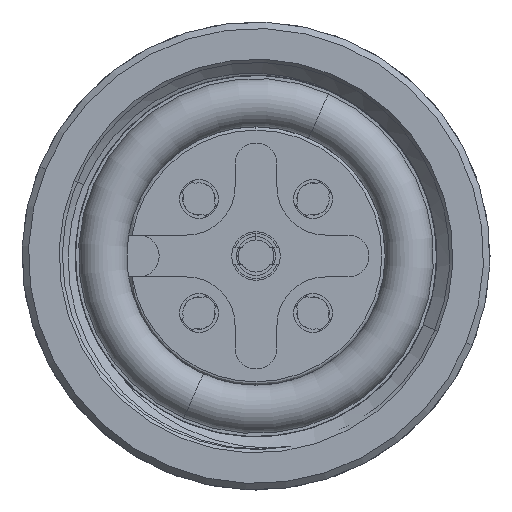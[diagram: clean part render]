
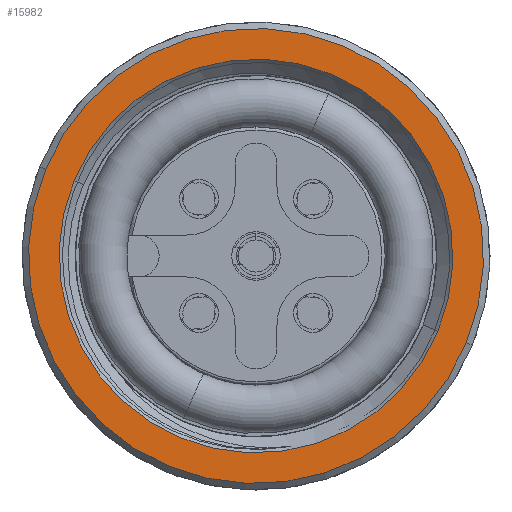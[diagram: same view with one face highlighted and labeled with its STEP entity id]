
A CAD part, left-side view. The second image highlights one B-rep face of the part: STEP entity #15982.
In plain terms, the highlighted face is planar.
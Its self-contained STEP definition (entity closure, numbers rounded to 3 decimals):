
#523 = CARTESIAN_POINT ( 'NONE',  ( 11., 0., 7.05 ) ) ;
#1649 = AXIS2_PLACEMENT_3D ( 'NONE', #2502, #13425, #19245 ) ;
#2286 = EDGE_CURVE ( 'NONE', #16808, #28206, #23886, .T. ) ;
#2502 = CARTESIAN_POINT ( 'NONE',  ( 11., 0., 0. ) ) ;
#2726 = EDGE_CURVE ( 'NONE', #17868, #11034, #18277, .T. ) ;
#3069 = AXIS2_PLACEMENT_3D ( 'NONE', #7890, #15679, #13197 ) ;
#4188 = EDGE_LOOP ( 'NONE', ( #23484, #18578 ) ) ;
#4979 = CIRCLE ( 'NONE', #15711, 6.1 ) ;
#5260 = ORIENTED_EDGE ( 'NONE', *, *, #24506, .T. ) ;
#7194 = FACE_BOUND ( 'NONE', #4188, .T. ) ;
#7890 = CARTESIAN_POINT ( 'NONE',  ( 11., 0., 0. ) ) ;
#8061 = AXIS2_PLACEMENT_3D ( 'NONE', #10020, #13364, #34517 ) ;
#8290 = EDGE_CURVE ( 'NONE', #28206, #16808, #4979, .T. ) ;
#10001 = DIRECTION ( 'NONE',  ( -1., 0., 0. ) ) ;
#10020 = CARTESIAN_POINT ( 'NONE',  ( 11., 7.25, 0. ) ) ;
#11034 = VERTEX_POINT ( 'NONE', #523 ) ;
#12670 = PLANE ( 'NONE',  #8061 ) ;
#13197 = DIRECTION ( 'NONE',  ( 0., 0., 1. ) ) ;
#13364 = DIRECTION ( 'NONE',  ( -1., 0., 0. ) ) ;
#13425 = DIRECTION ( 'NONE',  ( 1., 0., 0. ) ) ;
#13518 = CARTESIAN_POINT ( 'NONE',  ( 11., 0., 0. ) ) ;
#15363 = CARTESIAN_POINT ( 'NONE',  ( 11., 0., 6.1 ) ) ;
#15679 = DIRECTION ( 'NONE',  ( 1., 0., 0. ) ) ;
#15711 = AXIS2_PLACEMENT_3D ( 'NONE', #13518, #10001, #20949 ) ;
#15982 = ADVANCED_FACE ( 'NONE', ( #29078, #7194 ), #12670, .F. ) ;
#16808 = VERTEX_POINT ( 'NONE', #22040 ) ;
#17286 = DIRECTION ( 'NONE',  ( 0., 0., 1. ) ) ;
#17682 = AXIS2_PLACEMENT_3D ( 'NONE', #33479, #33124, #17286 ) ;
#17868 = VERTEX_POINT ( 'NONE', #34435 ) ;
#18277 = CIRCLE ( 'NONE', #3069, 7.05 ) ;
#18578 = ORIENTED_EDGE ( 'NONE', *, *, #8290, .T. ) ;
#19245 = DIRECTION ( 'NONE',  ( 0., 0., 1. ) ) ;
#20949 = DIRECTION ( 'NONE',  ( 0., 0., 1. ) ) ;
#22040 = CARTESIAN_POINT ( 'NONE',  ( 11., 0., -6.1 ) ) ;
#23484 = ORIENTED_EDGE ( 'NONE', *, *, #2286, .T. ) ;
#23886 = CIRCLE ( 'NONE', #17682, 6.1 ) ;
#24506 = EDGE_CURVE ( 'NONE', #11034, #17868, #30392, .T. ) ;
#25203 = ORIENTED_EDGE ( 'NONE', *, *, #2726, .T. ) ;
#28206 = VERTEX_POINT ( 'NONE', #15363 ) ;
#29078 = FACE_OUTER_BOUND ( 'NONE', #33116, .T. ) ;
#30392 = CIRCLE ( 'NONE', #1649, 7.05 ) ;
#33116 = EDGE_LOOP ( 'NONE', ( #5260, #25203 ) ) ;
#33124 = DIRECTION ( 'NONE',  ( -1., 0., 0. ) ) ;
#33479 = CARTESIAN_POINT ( 'NONE',  ( 11., 0., 0. ) ) ;
#34435 = CARTESIAN_POINT ( 'NONE',  ( 11., 0., -7.05 ) ) ;
#34517 = DIRECTION ( 'NONE',  ( 0., 0., 1. ) ) ;
